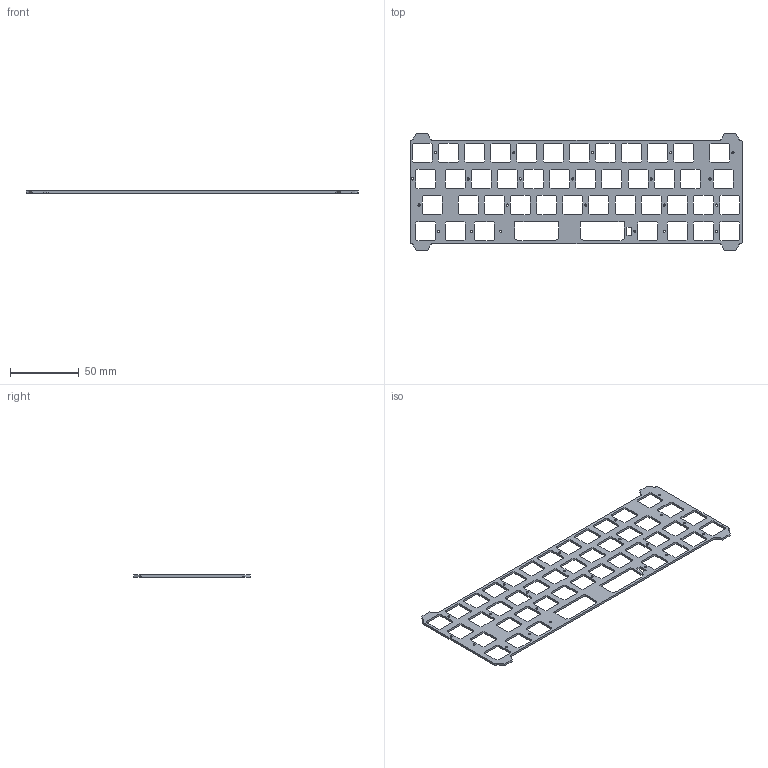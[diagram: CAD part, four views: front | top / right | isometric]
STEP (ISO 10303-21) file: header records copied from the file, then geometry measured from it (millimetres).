
FILE_DESCRIPTION(('KiCad electronic assembly'),'2;1');
FILE_NAME('campsite split.step','2024-11-05T19:02:30',('Pcbnew'),( 'Kicad'),'Open CASCADE STEP processor 7.8','KiCad to STEP converter' ,'Unknown');
FILE_SCHEMA(('AUTOMOTIVE_DESIGN { 1 0 10303 214 1 1 1 1 }'));
Length unit declared in the file: millimetre
Products named in the file (2): campsite split 1; plate campsite split_PCB
Assembly tree (1 placements, depth 2):
  campsite split 1
    plate campsite split_PCB
Bounding box: 241.84 x 85.15 x 1.59 mm (x, y, z)
Volume: 13893.7 mm3; surface area: 22759.7 mm2
Topology: 1 solids, 1 shells, 419 faces, 1251 edges, 834 vertices
Faces by surface type: plane 385, cylinder 34
Full cylindrical faces by diameter (mm): 1.6 x22
Entity records: 14162 total; most frequent: CARTESIAN_POINT 2506, ORIENTED_EDGE 2502, DIRECTION 2161, EDGE_CURVE 1251, LINE 1183, VECTOR 1183, VERTEX_POINT 834, FACE_BOUND 555
